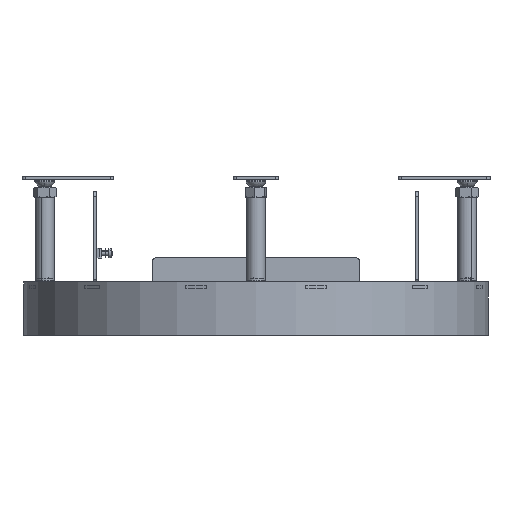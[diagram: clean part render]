
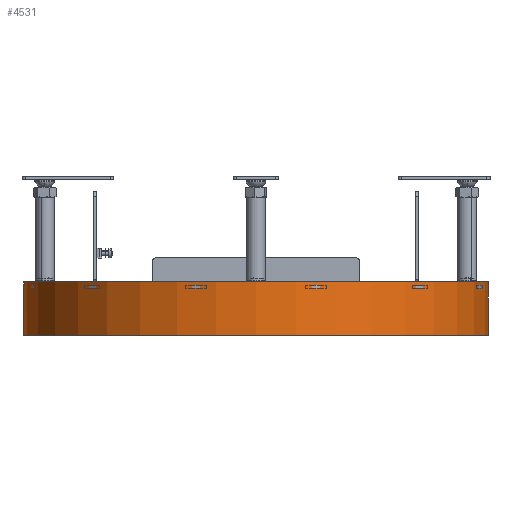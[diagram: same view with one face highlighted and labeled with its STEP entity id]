
A CAD part, left-side view. The second image highlights one B-rep face of the part: STEP entity #4531.
In plain terms, the highlighted cylindrical face has radius 152 mm (diameter 304 mm), a partial arc.
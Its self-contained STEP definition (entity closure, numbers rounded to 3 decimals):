
#3795=CARTESIAN_POINT('',(0.05,0.,35.));
#3796=DIRECTION('',(0.,0.,1.));
#3797=DIRECTION('',(0.001,-1.,0.));
#3798=AXIS2_PLACEMENT_3D('',#3795,#3796,#3797);
#3800=DIRECTION('',(0.,0.,1.));
#3801=VECTOR('',#3800,35.);
#3802=CARTESIAN_POINT('',(0.05,152.,
0.));
#3803=LINE('',#3802,#3801);
#3804=CARTESIAN_POINT('',(0.05,0.,
0.));
#3805=DIRECTION('',(0.,0.,-1.));
#3806=DIRECTION('',(0.,1.,0.));
#3807=AXIS2_PLACEMENT_3D('',#3804,#3805,#3806);
#3809=DIRECTION('',(0.,0.,-1.));
#3810=VECTOR('',#3809,23.);
#3811=CARTESIAN_POINT('',(0.152,-152.,23.));
#3812=LINE('',#3811,#3810);
#3813=CARTESIAN_POINT('',(1.158,-151.996,24.));
#3814=CARTESIAN_POINT('',(0.604,-152.,
23.95));
#3815=CARTESIAN_POINT('',(0.269,-152.,
23.617));
#3816=CARTESIAN_POINT('',(0.152,-152.,23.));
#3818=CARTESIAN_POINT('',(0.05,0.,24.));
#3819=DIRECTION('',(0.,0.,-1.));
#3820=DIRECTION('',(0.019,-1.,0.));
#3821=AXIS2_PLACEMENT_3D('',#3818,#3819,#3820);
#3823=CARTESIAN_POINT('',(3.926,-151.951,23.));
#3824=CARTESIAN_POINT('',(3.876,-151.952,23.55));
#3825=CARTESIAN_POINT('',(3.541,-151.961,23.883));
#3826=CARTESIAN_POINT('',(2.92,-151.973,24.));
#3828=DIRECTION('',(0.,0.,1.));
#3829=VECTOR('',#3828,1.);
#3830=CARTESIAN_POINT('',(3.926,-151.951,22.));
#3831=LINE('',#3830,#3829);
#3832=CARTESIAN_POINT('',(4.932,-151.922,21.));
#3833=CARTESIAN_POINT('',(4.379,-151.939,21.05));
#3834=CARTESIAN_POINT('',(4.043,-151.948,21.383));
#3835=CARTESIAN_POINT('',(3.926,-151.951,22.));
#3837=CARTESIAN_POINT('',(8.05,-151.789,22.));
#3838=CARTESIAN_POINT('',(8.,-151.792,21.45));
#3839=CARTESIAN_POINT('',(7.665,-151.81,21.117));
#3840=CARTESIAN_POINT('',(7.045,-151.839,21.));
#3842=DIRECTION('',(0.,0.,-1.));
#3843=VECTOR('',#3842,9.);
#3844=CARTESIAN_POINT('',(8.05,-151.789,31.));
#3845=LINE('',#3844,#3843);
#3846=CARTESIAN_POINT('',(7.045,-151.839,32.));
#3847=CARTESIAN_POINT('',(7.598,-151.813,31.95));
#3848=CARTESIAN_POINT('',(7.933,-151.796,31.617));
#3849=CARTESIAN_POINT('',(8.05,-151.789,31.));
#3851=CARTESIAN_POINT('',(3.926,-151.951,31.));
#3852=CARTESIAN_POINT('',(3.976,-151.949,31.55));
#3853=CARTESIAN_POINT('',(4.312,-151.942,31.883));
#3854=CARTESIAN_POINT('',(4.932,-151.922,32.));
#3856=DIRECTION('',(0.,0.,1.));
#3857=VECTOR('',#3856,1.);
#3858=CARTESIAN_POINT('',(3.926,-151.951,30.));
#3859=LINE('',#3858,#3857);
#3860=CARTESIAN_POINT('',(2.92,-151.973,29.));
#3861=CARTESIAN_POINT('',(3.474,-151.962,29.05));
#3862=CARTESIAN_POINT('',(3.809,-151.954,29.383));
#3863=CARTESIAN_POINT('',(3.926,-151.951,30.));
#3865=CARTESIAN_POINT('',(0.05,0.,29.));
#3866=DIRECTION('',(0.,0.,1.));
#3867=DIRECTION('',(0.007,-1.,0.));
#3868=AXIS2_PLACEMENT_3D('',#3865,#3866,#3867);
#3870=CARTESIAN_POINT('',(0.152,-152.,30.));
#3871=CARTESIAN_POINT('',(0.202,-152.,
29.45));
#3872=CARTESIAN_POINT('',(0.537,-152.,
29.117));
#3873=CARTESIAN_POINT('',(1.158,-151.996,29.));
#3875=DIRECTION('',(0.,0.,-1.));
#3876=VECTOR('',#3875,5.);
#3877=CARTESIAN_POINT('',(0.152,-152.,35.));
#3878=LINE('',#3877,#3876);
#3925=CARTESIAN_POINT('',(0.05,0.,32.));
#3926=DIRECTION('',(0.,0.,-1.));
#3927=DIRECTION('',(0.046,-0.999,0.));
#3928=AXIS2_PLACEMENT_3D('',#3925,#3926,#3927);
#3951=CARTESIAN_POINT('',(0.05,0.,21.));
#3952=DIRECTION('',(0.,0.,1.));
#3953=DIRECTION('',(0.032,-0.999,0.));
#3954=AXIS2_PLACEMENT_3D('',#3951,#3952,#3953);
#4347=CARTESIAN_POINT('',(8.05,-151.789,31.));
#4348=CARTESIAN_POINT('',(8.05,-151.789,22.));
#4349=VERTEX_POINT('',#4347);
#4350=VERTEX_POINT('',#4348);
#4351=CARTESIAN_POINT('',(4.932,-151.922,21.));
#4352=CARTESIAN_POINT('',(7.045,-151.839,21.));
#4353=VERTEX_POINT('',#4351);
#4354=VERTEX_POINT('',#4352);
#4355=VERTEX_POINT('',#3835);
#4356=CARTESIAN_POINT('',(3.926,-151.951,23.));
#4357=VERTEX_POINT('',#4356);
#4358=VERTEX_POINT('',#3851);
#4359=VERTEX_POINT('',#3854);
#4360=VERTEX_POINT('',#3846);
#4361=CARTESIAN_POINT('',(0.152,-152.,35.));
#4362=CARTESIAN_POINT('',(0.152,-152.,30.));
#4363=VERTEX_POINT('',#4361);
#4364=VERTEX_POINT('',#4362);
#4365=VERTEX_POINT('',#3873);
#4366=CARTESIAN_POINT('',(2.92,-151.973,29.));
#4367=VERTEX_POINT('',#4366);
#4368=VERTEX_POINT('',#3863);
#4369=VERTEX_POINT('',#3826);
#4370=CARTESIAN_POINT('',(1.158,-151.996,24.));
#4371=VERTEX_POINT('',#4370);
#4372=VERTEX_POINT('',#3816);
#4373=CARTESIAN_POINT('',(0.152,-152.,
0.));
#4374=VERTEX_POINT('',#4373);
#4406=CARTESIAN_POINT('',(0.05,152.,35.));
#4408=VERTEX_POINT('',#4406);
#4418=CARTESIAN_POINT('',(0.05,152.,
0.));
#4420=VERTEX_POINT('',#4418);
#4484=CARTESIAN_POINT('',(0.05,0.,
-458.074));
#4485=DIRECTION('',(0.,0.,1.));
#4486=DIRECTION('',(1.,0.,0.));
#4487=AXIS2_PLACEMENT_3D('',#4484,#4485,#4486);
#4488=CYLINDRICAL_SURFACE('',#4487,152.);
#4490=ORIENTED_EDGE('',*,*,#4489,.T.);
#4492=ORIENTED_EDGE('',*,*,#4491,.F.);
#4494=ORIENTED_EDGE('',*,*,#4493,.T.);
#4496=ORIENTED_EDGE('',*,*,#4495,.F.);
#4498=ORIENTED_EDGE('',*,*,#4497,.F.);
#4500=ORIENTED_EDGE('',*,*,#4499,.F.);
#4502=ORIENTED_EDGE('',*,*,#4501,.F.);
#4504=ORIENTED_EDGE('',*,*,#4503,.F.);
#4506=ORIENTED_EDGE('',*,*,#4505,.F.);
#4508=ORIENTED_EDGE('',*,*,#4507,.T.);
#4510=ORIENTED_EDGE('',*,*,#4509,.F.);
#4512=ORIENTED_EDGE('',*,*,#4511,.F.);
#4514=ORIENTED_EDGE('',*,*,#4513,.F.);
#4516=ORIENTED_EDGE('',*,*,#4515,.T.);
#4518=ORIENTED_EDGE('',*,*,#4517,.F.);
#4520=ORIENTED_EDGE('',*,*,#4519,.F.);
#4522=ORIENTED_EDGE('',*,*,#4521,.F.);
#4524=ORIENTED_EDGE('',*,*,#4523,.F.);
#4526=ORIENTED_EDGE('',*,*,#4525,.F.);
#4528=ORIENTED_EDGE('',*,*,#4527,.F.);
#4529=EDGE_LOOP('',(#4490,#4492,#4494,#4496,#4498,#4500,#4502,#4504,#4506,#4508,
#4510,#4512,#4514,#4516,#4518,#4520,#4522,#4524,#4526,#4528));
#4530=FACE_OUTER_BOUND('',#4529,.F.);
#4531=ADVANCED_FACE('',(#4530),#4488,.T.);
#3799=CIRCLE('',#3798,152.);
#3808=CIRCLE('',#3807,152.);
#3817=B_SPLINE_CURVE_WITH_KNOTS('',3,(#3813,#3814,#3815,#3816),.UNSPECIFIED.,
.F.,.F.,(4,4),(0.,1.),.UNSPECIFIED.);
#3822=CIRCLE('',#3821,152.);
#3827=B_SPLINE_CURVE_WITH_KNOTS('',3,(#3823,#3824,#3825,#3826),.UNSPECIFIED.,
.F.,.F.,(4,4),(0.,1.),.UNSPECIFIED.);
#3836=B_SPLINE_CURVE_WITH_KNOTS('',3,(#3832,#3833,#3834,#3835),.UNSPECIFIED.,
.F.,.F.,(4,4),(0.,1.),.UNSPECIFIED.);
#3841=B_SPLINE_CURVE_WITH_KNOTS('',3,(#3837,#3838,#3839,#3840),.UNSPECIFIED.,
.F.,.F.,(4,4),(0.,1.),.UNSPECIFIED.);
#3850=B_SPLINE_CURVE_WITH_KNOTS('',3,(#3846,#3847,#3848,#3849),.UNSPECIFIED.,
.F.,.F.,(4,4),(0.,1.),.UNSPECIFIED.);
#3855=B_SPLINE_CURVE_WITH_KNOTS('',3,(#3851,#3852,#3853,#3854),.UNSPECIFIED.,
.F.,.F.,(4,4),(0.,1.),.UNSPECIFIED.);
#3864=B_SPLINE_CURVE_WITH_KNOTS('',3,(#3860,#3861,#3862,#3863),.UNSPECIFIED.,
.F.,.F.,(4,4),(0.,1.),.UNSPECIFIED.);
#3869=CIRCLE('',#3868,152.);
#3874=B_SPLINE_CURVE_WITH_KNOTS('',3,(#3870,#3871,#3872,#3873),.UNSPECIFIED.,
.F.,.F.,(4,4),(0.,1.),.UNSPECIFIED.);
#3929=CIRCLE('',#3928,152.);
#3955=CIRCLE('',#3954,152.);
#4489=EDGE_CURVE('',#4363,#4408,#3799,.T.);
#4491=EDGE_CURVE('',#4420,#4408,#3803,.T.);
#4493=EDGE_CURVE('',#4420,#4374,#3808,.T.);
#4495=EDGE_CURVE('',#4372,#4374,#3812,.T.);
#4497=EDGE_CURVE('',#4371,#4372,#3817,.T.);
#4499=EDGE_CURVE('',#4369,#4371,#3822,.T.);
#4501=EDGE_CURVE('',#4357,#4369,#3827,.T.);
#4503=EDGE_CURVE('',#4355,#4357,#3831,.T.);
#4505=EDGE_CURVE('',#4353,#4355,#3836,.T.);
#4507=EDGE_CURVE('',#4353,#4354,#3955,.T.);
#4509=EDGE_CURVE('',#4350,#4354,#3841,.T.);
#4511=EDGE_CURVE('',#4349,#4350,#3845,.T.);
#4513=EDGE_CURVE('',#4360,#4349,#3850,.T.);
#4515=EDGE_CURVE('',#4360,#4359,#3929,.T.);
#4517=EDGE_CURVE('',#4358,#4359,#3855,.T.);
#4519=EDGE_CURVE('',#4368,#4358,#3859,.T.);
#4521=EDGE_CURVE('',#4367,#4368,#3864,.T.);
#4523=EDGE_CURVE('',#4365,#4367,#3869,.T.);
#4525=EDGE_CURVE('',#4364,#4365,#3874,.T.);
#4527=EDGE_CURVE('',#4363,#4364,#3878,.T.);
